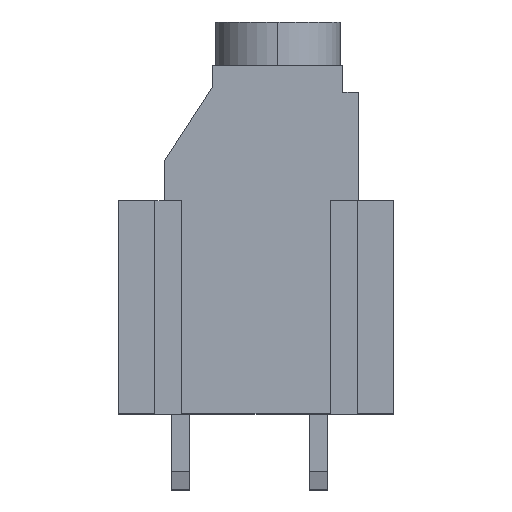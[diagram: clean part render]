
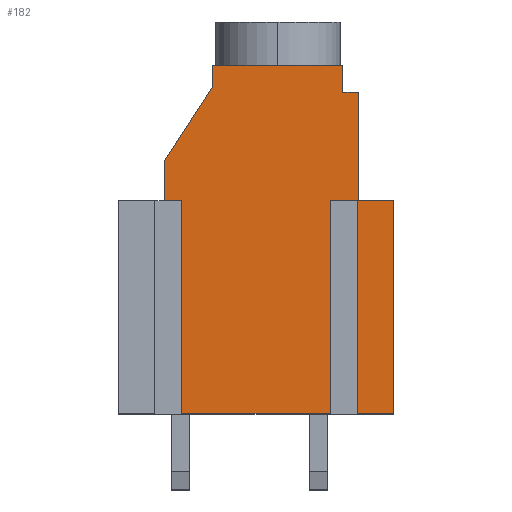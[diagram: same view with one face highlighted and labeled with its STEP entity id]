
A CAD part, top view. The second image highlights one B-rep face of the part: STEP entity #182.
In plain terms, the highlighted planar face has unit normal (0, 0, 1).
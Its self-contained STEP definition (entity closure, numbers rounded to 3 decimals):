
#11 = CARTESIAN_POINT ( 'NONE',  ( 15.22, 0., 9.52 ) ) ;
#25 = EDGE_CURVE ( 'NONE', #755, #1707, #346, .T. ) ;
#87 = VECTOR ( 'NONE', #1769, 1000. ) ;
#88 = FACE_OUTER_BOUND ( 'NONE', #1905, .T. ) ;
#107 = CARTESIAN_POINT ( 'NONE',  ( 3.5, 11.8, 9.52 ) ) ;
#116 = VERTEX_POINT ( 'NONE', #1224 ) ;
#118 = LINE ( 'NONE', #1829, #87 ) ;
#129 = CARTESIAN_POINT ( 'NONE',  ( 5.22, 18.15, 9.52 ) ) ;
#136 = EDGE_CURVE ( 'NONE', #1950, #807, #118, .T. ) ;
#159 = DIRECTION ( 'NONE',  ( 0., 1., 0. ) ) ;
#182 = ADVANCED_FACE ( 'NONE', ( #88 ), #1511, .F. ) ;
#184 = AXIS2_PLACEMENT_3D ( 'NONE', #1356, #1354, #1333 ) ;
#211 = VERTEX_POINT ( 'NONE', #2151 ) ;
#233 = DIRECTION ( 'NONE',  ( 0., -1., 0. ) ) ;
#241 = CARTESIAN_POINT ( 'NONE',  ( 11.72, 0., 9.52 ) ) ;
#245 = CARTESIAN_POINT ( 'NONE',  ( 5.22, 18.15, 9.52 ) ) ;
#261 = EDGE_CURVE ( 'NONE', #755, #421, #1099, .T. ) ;
#263 = CARTESIAN_POINT ( 'NONE',  ( 12.42, 11.8, 9.52 ) ) ;
#280 = LINE ( 'NONE', #1883, #1779 ) ;
#282 = EDGE_CURVE ( 'NONE', #2129, #211, #280, .T. ) ;
#312 = EDGE_CURVE ( 'NONE', #1343, #1311, #2016, .T. ) ;
#321 = VECTOR ( 'NONE', #387, 1000. ) ;
#331 = CARTESIAN_POINT ( 'NONE',  ( 13.22, 11.8, 9.52 ) ) ;
#346 = LINE ( 'NONE', #776, #321 ) ;
#387 = DIRECTION ( 'NONE',  ( 1., 0., 0. ) ) ;
#421 = VERTEX_POINT ( 'NONE', #331 ) ;
#435 = CARTESIAN_POINT ( 'NONE',  ( 15.22, 11.8, 9.52 ) ) ;
#441 = CARTESIAN_POINT ( 'NONE',  ( 0., 11.8, 9.52 ) ) ;
#486 = EDGE_CURVE ( 'NONE', #116, #1506, #1326, .T. ) ;
#510 = LINE ( 'NONE', #241, #546 ) ;
#546 = VECTOR ( 'NONE', #233, 1000. ) ;
#597 = LINE ( 'NONE', #263, #1929 ) ;
#605 = EDGE_CURVE ( 'NONE', #655, #1950, #1800, .T. ) ;
#608 = CARTESIAN_POINT ( 'NONE',  ( 13.22, 0., 9.52 ) ) ;
#616 = DIRECTION ( 'NONE',  ( 0., 1., 0. ) ) ;
#626 = EDGE_CURVE ( 'NONE', #116, #1034, #1846, .T. ) ;
#633 = CARTESIAN_POINT ( 'NONE',  ( 13.22, 0., 9.52 ) ) ;
#655 = VERTEX_POINT ( 'NONE', #1060 ) ;
#662 = VERTEX_POINT ( 'NONE', #1135 ) ;
#666 = DIRECTION ( 'NONE',  ( 0., -1., 0. ) ) ;
#694 = DIRECTION ( 'NONE',  ( -1., 0., 0. ) ) ;
#711 = VECTOR ( 'NONE', #1186, 1000. ) ;
#719 = EDGE_CURVE ( 'NONE', #1616, #1472, #1974, .T. ) ;
#743 = LINE ( 'NONE', #441, #711 ) ;
#751 = CARTESIAN_POINT ( 'NONE',  ( 11.72, 0., 9.52 ) ) ;
#755 = VERTEX_POINT ( 'NONE', #608 ) ;
#776 = CARTESIAN_POINT ( 'NONE',  ( 0., 0., 9.52 ) ) ;
#797 = CARTESIAN_POINT ( 'NONE',  ( 13.27, 11.8, 9.52 ) ) ;
#799 = CARTESIAN_POINT ( 'NONE',  ( 15.22, 11.8, 9.52 ) ) ;
#807 = VERTEX_POINT ( 'NONE', #245 ) ;
#899 = ORIENTED_EDGE ( 'NONE', *, *, #282, .T. ) ;
#911 = DIRECTION ( 'NONE',  ( 0., -1., 0. ) ) ;
#918 = CARTESIAN_POINT ( 'NONE',  ( 13.27, 17.8, 9.52 ) ) ;
#937 = ORIENTED_EDGE ( 'NONE', *, *, #1702, .T. ) ;
#962 = CARTESIAN_POINT ( 'NONE',  ( 2.55, 14.02, 9.52 ) ) ;
#983 = ORIENTED_EDGE ( 'NONE', *, *, #136, .T. ) ;
#1034 = VERTEX_POINT ( 'NONE', #107 ) ;
#1038 = ORIENTED_EDGE ( 'NONE', *, *, #312, .F. ) ;
#1060 = CARTESIAN_POINT ( 'NONE',  ( 12.42, 19.3, 9.52 ) ) ;
#1068 = ORIENTED_EDGE ( 'NONE', *, *, #605, .T. ) ;
#1078 = DIRECTION ( 'NONE',  ( 1., 0., 0. ) ) ;
#1084 = EDGE_CURVE ( 'NONE', #662, #421, #743, .T. ) ;
#1099 = LINE ( 'NONE', #633, #1999 ) ;
#1135 = CARTESIAN_POINT ( 'NONE',  ( 11.72, 11.8, 9.52 ) ) ;
#1138 = DIRECTION ( 'NONE',  ( 0., 1., 0. ) ) ;
#1159 = LINE ( 'NONE', #129, #1243 ) ;
#1185 = EDGE_CURVE ( 'NONE', #662, #1506, #510, .T. ) ;
#1186 = DIRECTION ( 'NONE',  ( 1., 0., 0. ) ) ;
#1209 = DIRECTION ( 'NONE',  ( 0., 1., 0. ) ) ;
#1224 = CARTESIAN_POINT ( 'NONE',  ( 3.5, 0., 9.52 ) ) ;
#1226 = CARTESIAN_POINT ( 'NONE',  ( 15.22, 0., 9.52 ) ) ;
#1230 = CARTESIAN_POINT ( 'NONE',  ( 12.42, 17.8, 9.52 ) ) ;
#1243 = VECTOR ( 'NONE', #1698, 1000. ) ;
#1304 = DIRECTION ( 'NONE',  ( -1., 0., 0. ) ) ;
#1311 = VERTEX_POINT ( 'NONE', #2041 ) ;
#1326 = LINE ( 'NONE', #2131, #1367 ) ;
#1332 = CARTESIAN_POINT ( 'NONE',  ( 3.5, 0., 9.52 ) ) ;
#1333 = DIRECTION ( 'NONE',  ( -1., 0., 0. ) ) ;
#1335 = CARTESIAN_POINT ( 'NONE',  ( 12.42, 19.3, 9.52 ) ) ;
#1343 = VERTEX_POINT ( 'NONE', #1531 ) ;
#1354 = DIRECTION ( 'NONE',  ( 0., 0., -1. ) ) ;
#1356 = CARTESIAN_POINT ( 'NONE',  ( 0., 0., 9.52 ) ) ;
#1367 = VECTOR ( 'NONE', #2156, 1000. ) ;
#1387 = ORIENTED_EDGE ( 'NONE', *, *, #719, .T. ) ;
#1472 = VERTEX_POINT ( 'NONE', #797 ) ;
#1506 = VERTEX_POINT ( 'NONE', #751 ) ;
#1511 = PLANE ( 'NONE',  #184 ) ;
#1531 = CARTESIAN_POINT ( 'NONE',  ( 12.42, 17.8, 9.52 ) ) ;
#1616 = VERTEX_POINT ( 'NONE', #435 ) ;
#1630 = VECTOR ( 'NONE', #1880, 1000. ) ;
#1633 = ORIENTED_EDGE ( 'NONE', *, *, #2167, .F. ) ;
#1635 = LINE ( 'NONE', #1887, #1630 ) ;
#1648 = ORIENTED_EDGE ( 'NONE', *, *, #1660, .T. ) ;
#1660 = EDGE_CURVE ( 'NONE', #1343, #655, #597, .T. ) ;
#1693 = VECTOR ( 'NONE', #911, 1000. ) ;
#1698 = DIRECTION ( 'NONE',  ( -0.543, -0.84, 0. ) ) ;
#1702 = EDGE_CURVE ( 'NONE', #807, #2129, #1159, .T. ) ;
#1707 = VERTEX_POINT ( 'NONE', #11 ) ;
#1739 = ORIENTED_EDGE ( 'NONE', *, *, #1939, .T. ) ;
#1768 = ORIENTED_EDGE ( 'NONE', *, *, #2096, .T. ) ;
#1769 = DIRECTION ( 'NONE',  ( 0., -1., 0. ) ) ;
#1774 = ORIENTED_EDGE ( 'NONE', *, *, #25, .T. ) ;
#1779 = VECTOR ( 'NONE', #666, 1000. ) ;
#1800 = LINE ( 'NONE', #1335, #1869 ) ;
#1824 = VECTOR ( 'NONE', #1138, 1000. ) ;
#1829 = CARTESIAN_POINT ( 'NONE',  ( 5.22, 19.3, 9.52 ) ) ;
#1846 = LINE ( 'NONE', #1332, #1824 ) ;
#1861 = CARTESIAN_POINT ( 'NONE',  ( 5.22, 19.3, 9.52 ) ) ;
#1868 = ORIENTED_EDGE ( 'NONE', *, *, #261, .F. ) ;
#1869 = VECTOR ( 'NONE', #1304, 1000. ) ;
#1880 = DIRECTION ( 'NONE',  ( 1., 0., 0. ) ) ;
#1883 = CARTESIAN_POINT ( 'NONE',  ( 2.55, 11.8, 9.52 ) ) ;
#1887 = CARTESIAN_POINT ( 'NONE',  ( 2., 11.8, 9.52 ) ) ;
#1905 = EDGE_LOOP ( 'NONE', ( #1387, #1633, #1038, #1648, #1068, #983, #937, #899, #1739, #2088, #2008, #1949, #1995, #1868, #1774, #1768 ) ) ;
#1928 = VECTOR ( 'NONE', #694, 1000. ) ;
#1929 = VECTOR ( 'NONE', #159, 1000. ) ;
#1939 = EDGE_CURVE ( 'NONE', #211, #1034, #1635, .T. ) ;
#1949 = ORIENTED_EDGE ( 'NONE', *, *, #1185, .F. ) ;
#1950 = VERTEX_POINT ( 'NONE', #1861 ) ;
#1974 = LINE ( 'NONE', #799, #1928 ) ;
#1975 = VECTOR ( 'NONE', #1209, 1000. ) ;
#1995 = ORIENTED_EDGE ( 'NONE', *, *, #1084, .T. ) ;
#1999 = VECTOR ( 'NONE', #616, 1000. ) ;
#2008 = ORIENTED_EDGE ( 'NONE', *, *, #486, .T. ) ;
#2016 = LINE ( 'NONE', #1230, #2049 ) ;
#2041 = CARTESIAN_POINT ( 'NONE',  ( 13.27, 17.8, 9.52 ) ) ;
#2049 = VECTOR ( 'NONE', #1078, 1000. ) ;
#2071 = LINE ( 'NONE', #918, #1693 ) ;
#2088 = ORIENTED_EDGE ( 'NONE', *, *, #626, .F. ) ;
#2096 = EDGE_CURVE ( 'NONE', #1707, #1616, #2136, .T. ) ;
#2129 = VERTEX_POINT ( 'NONE', #962 ) ;
#2131 = CARTESIAN_POINT ( 'NONE',  ( 0., 0., 9.52 ) ) ;
#2136 = LINE ( 'NONE', #1226, #1975 ) ;
#2151 = CARTESIAN_POINT ( 'NONE',  ( 2.55, 11.8, 9.52 ) ) ;
#2156 = DIRECTION ( 'NONE',  ( 1., 0., 0. ) ) ;
#2167 = EDGE_CURVE ( 'NONE', #1311, #1472, #2071, .T. ) ;
